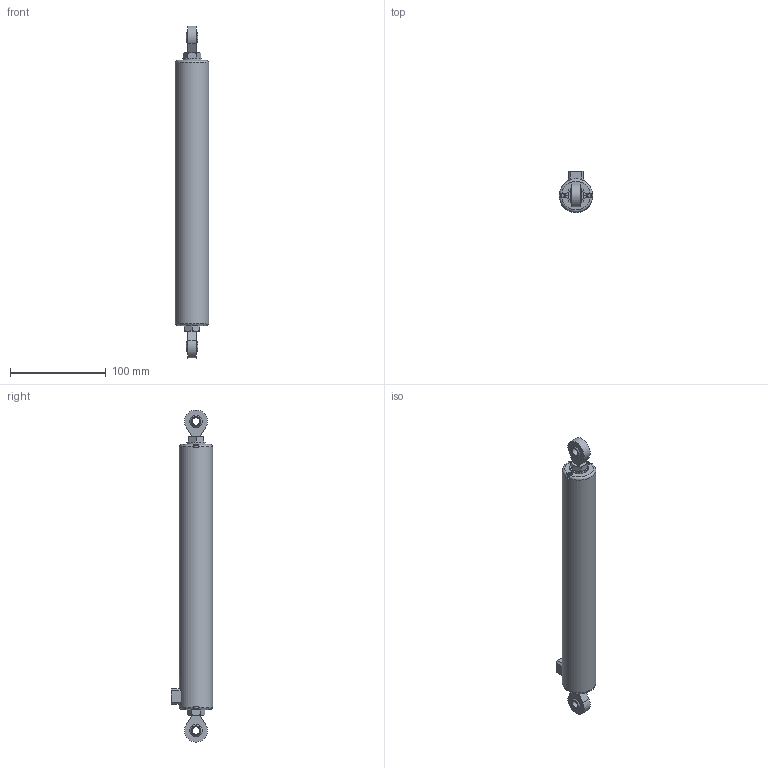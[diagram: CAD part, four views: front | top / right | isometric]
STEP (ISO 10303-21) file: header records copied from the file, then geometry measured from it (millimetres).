
FILE_DESCRIPTION(/* description */ ('STEP AP214'),/* implementation_level */ '2;1');
FILE_NAME(/* name */ '192214_MLO-POT-150-LWG',/* time_stamp */ '2024-09-06T17:48:14+02:00',/* author */ ('License CC BY-ND 4.0'),/* organization */ ('CADENAS'),/* preprocessor_version */ 'ST-DEVELOPER v19.3',/* originating_system */ 'PARTsolutions',/* authorisation */ ' ');
FILE_SCHEMA (('AUTOMOTIVE_DESIGN {1 0 10303 214 3 1 1}'));
Length unit declared in the file: millimetre
Products named in the file (3): 192214 MLO-POT-150-LWG---(0); 192214 MLO-POT-150-LWG_zyl; 192214 MLO-POT-150_kol
Assembly tree (2 placements, depth 2):
  192214 MLO-POT-150-LWG---(0)
    192214 MLO-POT-150-LWG_zyl
    192214 MLO-POT-150_kol
Bounding box: 34.96 x 43.24 x 346.91 mm (x, y, z)
Volume: 279283.8 mm3; surface area: 52202.2 mm2
Topology: 2 solids, 2 shells, 159 faces, 374 edges, 240 vertices
Faces by surface type: plane 102, cone 29, cylinder 20, torus 8
Full cylindrical faces by diameter (mm): 2.459 x1, 4.8 x4, 8 x2, 10 x2, 19.2 x1, 35 x1
Entity records: 4537 total; most frequent: CARTESIAN_POINT 926, DIRECTION 712, ORIENTED_EDGE 702, EDGE_CURVE 351, AXIS2_PLACEMENT_3D 255, VERTEX_POINT 237, EDGE_LOOP 204, FACE_BOUND 204
